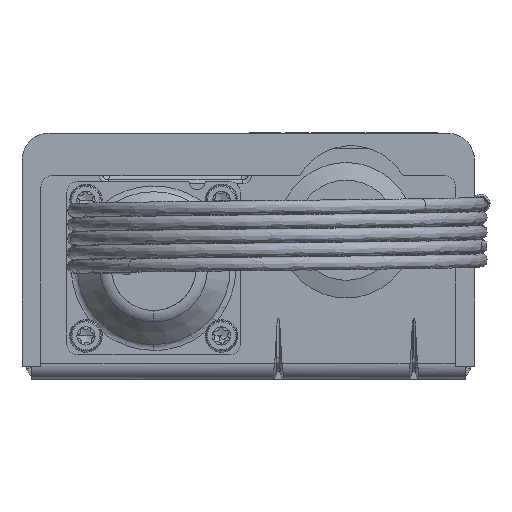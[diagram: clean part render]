
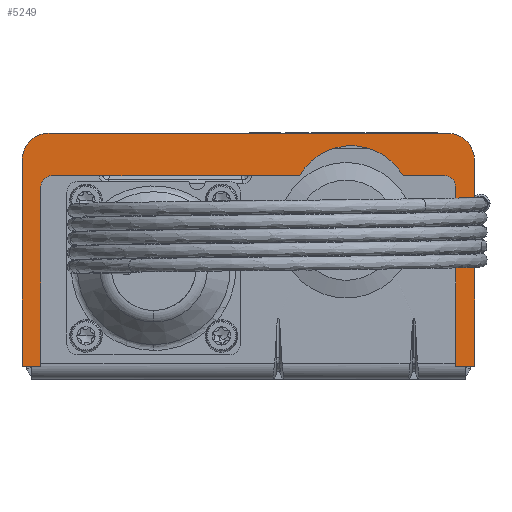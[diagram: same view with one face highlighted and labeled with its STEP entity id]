
A CAD part, front view. The second image highlights one B-rep face of the part: STEP entity #5249.
In plain terms, the highlighted face is planar.
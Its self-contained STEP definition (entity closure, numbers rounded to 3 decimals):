
#5249=ADVANCED_FACE('',(#38164),#38166,.T.);
#38164=FACE_BOUND('',#38165,.T.);
#38165=EDGE_LOOP('',(#64390,#64391,#64392,#64393,#64394,#64395,#64396,#64397,#64398,
#64399,#64400,#64401,#64402,#64403));
#38166=PLANE('',#38167);
#38167=AXIS2_PLACEMENT_3D('',#38168,#38169,#38170);
#38168=CARTESIAN_POINT('',(41.75,0.,-30.));
#38169=DIRECTION('',(0.,0.,-1.));
#38170=DIRECTION('',(-1.,0.,0.));
#64390=ORIENTED_EDGE('',*,*,#85966,.F.);
#64391=ORIENTED_EDGE('',*,*,#85968,.T.);
#64392=ORIENTED_EDGE('',*,*,#85969,.T.);
#64393=ORIENTED_EDGE('',*,*,#85970,.F.);
#64394=ORIENTED_EDGE('',*,*,#85971,.F.);
#64395=ORIENTED_EDGE('',*,*,#85972,.F.);
#64396=ORIENTED_EDGE('',*,*,#85973,.T.);
#64397=ORIENTED_EDGE('',*,*,#85974,.F.);
#64398=ORIENTED_EDGE('',*,*,#85975,.F.);
#64399=ORIENTED_EDGE('',*,*,#85976,.T.);
#64400=ORIENTED_EDGE('',*,*,#85977,.F.);
#64401=ORIENTED_EDGE('',*,*,#85978,.F.);
#64402=ORIENTED_EDGE('',*,*,#85979,.F.);
#64403=ORIENTED_EDGE('',*,*,#85641,.T.);
#85641=EDGE_CURVE('',#96779,#96776,#96780,.T.);
#85966=EDGE_CURVE('',#97314,#96776,#97317,.F.);
#85968=EDGE_CURVE('',#97314,#97319,#97320,.T.);
#85969=EDGE_CURVE('',#97319,#97321,#97322,.T.);
#85970=EDGE_CURVE('',#97323,#97321,#97324,.T.);
#85971=EDGE_CURVE('',#97325,#97323,#97326,.F.);
#85972=EDGE_CURVE('',#97327,#97325,#97328,.T.);
#85973=EDGE_CURVE('',#97327,#97329,#97330,.F.);
#85974=EDGE_CURVE('',#97331,#97329,#97332,.T.);
#85975=EDGE_CURVE('',#97333,#97331,#97334,.F.);
#85976=EDGE_CURVE('',#97333,#97335,#97336,.T.);
#85977=EDGE_CURVE('',#97337,#97335,#97338,.T.);
#85978=EDGE_CURVE('',#97339,#97337,#97340,.T.);
#85979=EDGE_CURVE('',#96779,#97339,#97341,.F.);
#96776=VERTEX_POINT('',#121641);
#96779=VERTEX_POINT('',#121646);
#96780=LINE('',#121647,#121648);
#97314=VERTEX_POINT('',#122862);
#97317=CIRCLE('',#122867,5.);
#97319=VERTEX_POINT('',#122875);
#97320=LINE('',#122876,#122877);
#97321=VERTEX_POINT('',#122879);
#97322=LINE('',#122880,#122881);
#97323=VERTEX_POINT('',#122883);
#97324=LINE('',#122884,#122885);
#97325=VERTEX_POINT('',#122887);
#97326=CIRCLE('',#122888,2.);
#97327=VERTEX_POINT('',#122892);
#97328=LINE('',#122893,#122894);
#97329=VERTEX_POINT('',#122896);
#97330=CIRCLE('',#122897,11.);
#97331=VERTEX_POINT('',#122901);
#97332=LINE('',#122902,#122903);
#97333=VERTEX_POINT('',#122905);
#97334=CIRCLE('',#122906,2.);
#97335=VERTEX_POINT('',#122910);
#97336=LINE('',#122911,#122912);
#97337=VERTEX_POINT('',#122914);
#97338=LINE('',#122915,#122916);
#97339=VERTEX_POINT('',#122918);
#97340=LINE('',#122919,#122920);
#97341=CIRCLE('',#122922,5.);
#121641=CARTESIAN_POINT('',(-36.75,0.,-30.));
#121646=CARTESIAN_POINT('',(36.75,0.,-30.));
#121647=CARTESIAN_POINT('',(36.75,0.,-30.));
#121648=VECTOR('',#121649,1.);
#121649=DIRECTION('',(-1.,0.,0.));
#122862=CARTESIAN_POINT('',(-41.75,5.,-30.));
#122867=AXIS2_PLACEMENT_3D('',#122868,#122869,#122870);
#122868=CARTESIAN_POINT('',(-36.75,5.,-30.));
#122869=DIRECTION('',(0.,0.,-1.));
#122870=DIRECTION('',(0.,-1.,0.));
#122875=CARTESIAN_POINT('',(-41.75,43.,-30.));
#122876=CARTESIAN_POINT('',(-41.75,5.,-30.));
#122877=VECTOR('',#122878,1.);
#122878=DIRECTION('',(0.,1.,0.));
#122879=CARTESIAN_POINT('',(-38.25,43.,-30.));
#122880=CARTESIAN_POINT('',(-41.75,43.,-30.));
#122881=VECTOR('',#122882,1.);
#122882=DIRECTION('',(1.,0.,0.));
#122883=CARTESIAN_POINT('',(-38.25,9.85,-30.));
#122884=CARTESIAN_POINT('',(-38.25,9.85,-30.));
#122885=VECTOR('',#122886,1.);
#122886=DIRECTION('',(0.,1.,0.));
#122887=CARTESIAN_POINT('',(-36.25,7.85,-30.));
#122888=AXIS2_PLACEMENT_3D('',#122889,#122890,#122891);
#122889=CARTESIAN_POINT('',(-36.25,9.85,-30.));
#122890=DIRECTION('',(0.,0.,1.));
#122891=DIRECTION('',(-1.,0.,0.));
#122892=CARTESIAN_POINT('',(9.45,7.85,-30.));
#122893=CARTESIAN_POINT('',(9.45,7.85,-30.));
#122894=VECTOR('',#122895,1.);
#122895=DIRECTION('',(-1.,0.,0.));
#122896=CARTESIAN_POINT('',(28.55,7.85,-30.));
#122897=AXIS2_PLACEMENT_3D('',#122898,#122899,#122900);
#122898=CARTESIAN_POINT('',(19.,13.309,-30.));
#122899=DIRECTION('',(0.,0.,-1.));
#122900=DIRECTION('',(0.868,-0.496,0.));
#122901=CARTESIAN_POINT('',(36.25,7.85,-30.));
#122902=CARTESIAN_POINT('',(36.25,7.85,-30.));
#122903=VECTOR('',#122904,1.);
#122904=DIRECTION('',(-1.,0.,0.));
#122905=CARTESIAN_POINT('',(38.25,9.85,-30.));
#122906=AXIS2_PLACEMENT_3D('',#122907,#122908,#122909);
#122907=CARTESIAN_POINT('',(36.25,9.85,-30.));
#122908=DIRECTION('',(0.,0.,1.));
#122909=DIRECTION('',(0.,-1.,0.));
#122910=CARTESIAN_POINT('',(38.25,43.,-30.));
#122911=CARTESIAN_POINT('',(38.25,9.85,-30.));
#122912=VECTOR('',#122913,1.);
#122913=DIRECTION('',(0.,1.,0.));
#122914=CARTESIAN_POINT('',(41.75,43.,-30.));
#122915=CARTESIAN_POINT('',(41.75,43.,-30.));
#122916=VECTOR('',#122917,1.);
#122917=DIRECTION('',(-1.,0.,0.));
#122918=CARTESIAN_POINT('',(41.75,5.,-30.));
#122919=CARTESIAN_POINT('',(41.75,5.,-30.));
#122920=VECTOR('',#122921,1.);
#122921=DIRECTION('',(0.,1.,0.));
#122922=AXIS2_PLACEMENT_3D('',#122923,#122924,#122925);
#122923=CARTESIAN_POINT('',(36.75,5.,-30.));
#122924=DIRECTION('',(0.,0.,-1.));
#122925=DIRECTION('',(1.,0.,0.));
